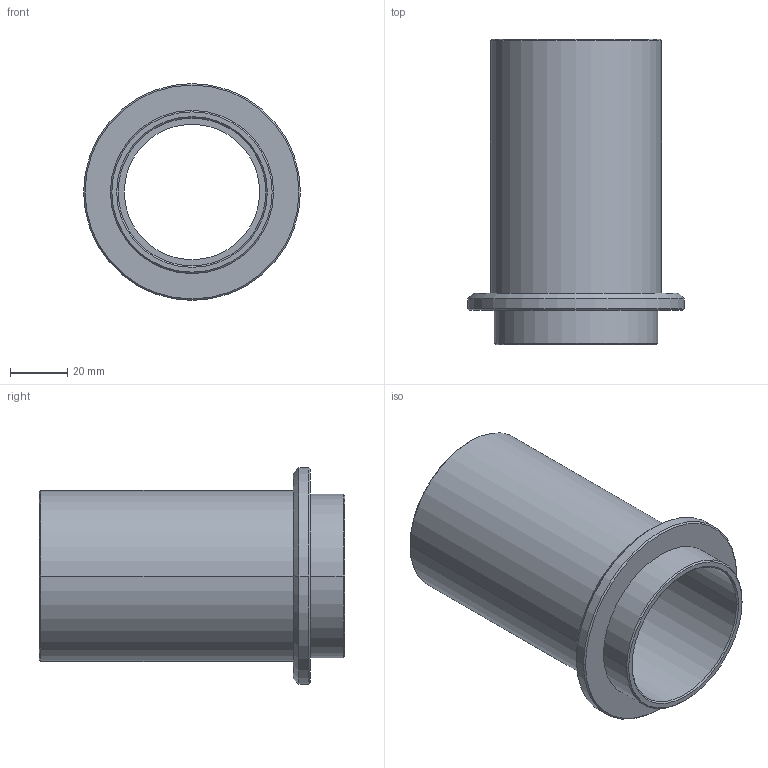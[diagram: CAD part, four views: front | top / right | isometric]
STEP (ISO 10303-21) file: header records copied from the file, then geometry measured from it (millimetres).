
FILE_DESCRIPTION(('CATIA V5 STEP Exchange'),'2;1');
FILE_NAME('piece acier amortisseur.stp','2021-06-07T06:50:40+00:00',('none'),('none'),'CATIA Version 5-6 Release 2018 SP2 HF35','CATIA V5 STEP AP203','none');
FILE_SCHEMA(('CONFIG_CONTROL_DESIGN'));
Length unit declared in the file: millimetre
Products named in the file (1): Part1
Bounding box: 76 x 107 x 76 mm (x, y, z)
Volume: 85296.5 mm3; surface area: 42684.5 mm2
Topology: 1 solids, 1 shells, 27 faces, 54 edges, 32 vertices
Faces by surface type: cone 12, cylinder 10, plane 5
Entity records: 692 total; most frequent: CARTESIAN_POINT 109, ORIENTED_EDGE 108, DIRECTION 98, AXIS2_PLACEMENT_3D 55, EDGE_CURVE 54, CIRCLE 32, EDGE_LOOP 32, VERTEX_POINT 32
